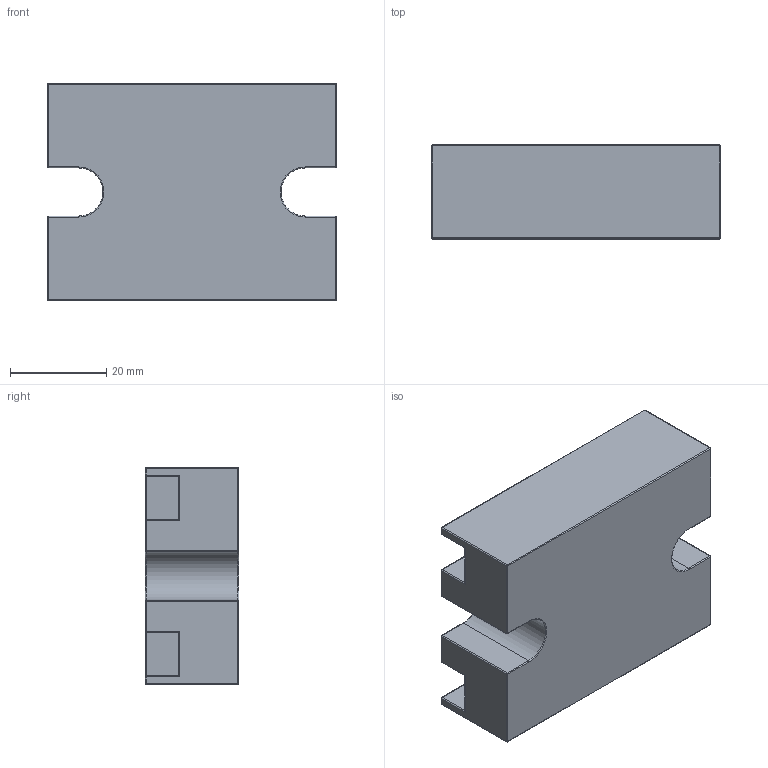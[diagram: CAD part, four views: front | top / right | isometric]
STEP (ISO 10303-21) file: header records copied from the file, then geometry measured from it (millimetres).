
FILE_DESCRIPTION(/* description */ (''),/* implementation_level */ '2;1');
FILE_NAME(/* name */ 'Solid State Rele SSR40DA.stp',/* time_stamp */ '2020-06-18T17:23:15-04:00',/* author */ ('Bruno'),/* organization */ (''),/* preprocessor_version */ 'ST-DEVELOPER v18',/* originating_system */ 'Autodesk Inventor 2020',/* authorisation */ '');
FILE_SCHEMA (('AUTOMOTIVE_DESIGN { 1 0 10303 214 3 1 1 }'));
Length unit declared in the file: millimetre
Products named in the file (1): Solid State Rele SSR40DA
Bounding box: 60 x 19.5 x 45 mm (x, y, z)
Volume: 43626.1 mm3; surface area: 10851.6 mm2
Topology: 1 solids, 1 shells, 131 faces, 284 edges, 156 vertices
Faces by surface type: cylinder 66, plane 33, sphere 24, cone 4, torus 4
Full cylindrical faces by diameter (mm): 4 x4
Entity records: 3499 total; most frequent: DIRECTION 664, CARTESIAN_POINT 568, ORIENTED_EDGE 560, EDGE_CURVE 280, AXIS2_PLACEMENT_3D 252, LINE 160, VECTOR 160, VERTEX_POINT 156
